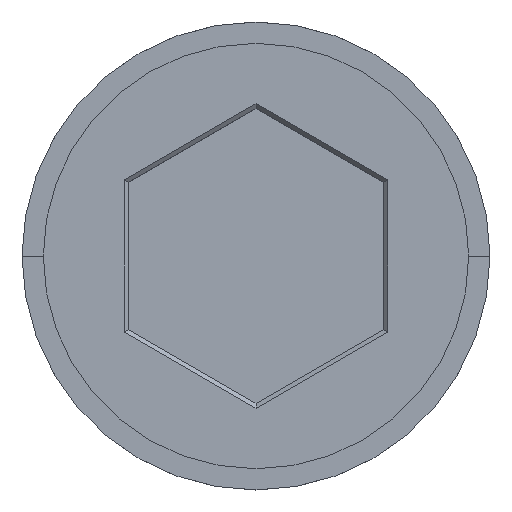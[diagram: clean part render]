
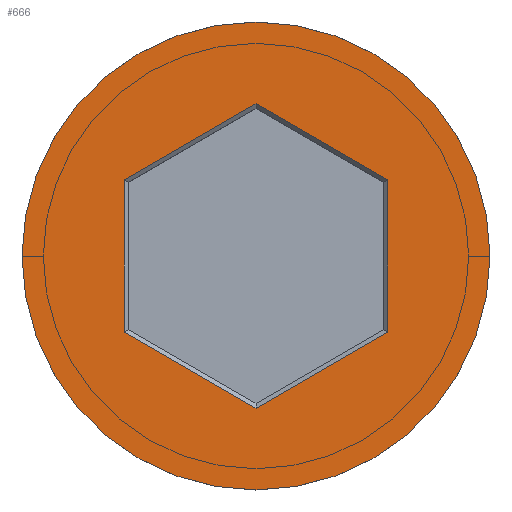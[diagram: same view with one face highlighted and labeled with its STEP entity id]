
A CAD part, top view. The second image highlights one B-rep face of the part: STEP entity #666.
In plain terms, the highlighted planar face has unit normal (0, 0, 1).
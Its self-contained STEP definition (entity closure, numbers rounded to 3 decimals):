
#3 = DIRECTION ( 'NONE',  ( 1., 0., 0. ) ) ;
#9 = DIRECTION ( 'NONE',  ( 0., -1., 0. ) ) ;
#37 = DIRECTION ( 'NONE',  ( -0.866, 0.5, 0. ) ) ;
#45 = LINE ( 'NONE', #885, #396 ) ;
#66 = ORIENTED_EDGE ( 'NONE', *, *, #1577, .T. ) ;
#71 = EDGE_LOOP ( 'NONE', ( #1050, #706 ) ) ;
#112 = VERTEX_POINT ( 'NONE', #1594 ) ;
#143 = FACE_OUTER_BOUND ( 'NONE', #71, .T. ) ;
#195 = CARTESIAN_POINT ( 'NONE',  ( -3.05, -1.819, 0. ) ) ;
#211 = VECTOR ( 'NONE', #37, 1000. ) ;
#227 = EDGE_CURVE ( 'NONE', #928, #304, #875, .T. ) ;
#257 = AXIS2_PLACEMENT_3D ( 'NONE', #630, #882, #695 ) ;
#270 = EDGE_CURVE ( 'NONE', #304, #928, #1593, .T. ) ;
#299 = EDGE_LOOP ( 'NONE', ( #707, #511, #1118, #908, #66, #1479 ) ) ;
#304 = VERTEX_POINT ( 'NONE', #696 ) ;
#310 = EDGE_CURVE ( 'NONE', #112, #686, #1192, .T. ) ;
#334 = VECTOR ( 'NONE', #653, 1000. ) ;
#341 = LINE ( 'NONE', #1582, #1509 ) ;
#356 = DIRECTION ( 'NONE',  ( 0.866, -0.5, 0. ) ) ;
#396 = VECTOR ( 'NONE', #9, 1000. ) ;
#398 = VERTEX_POINT ( 'NONE', #1061 ) ;
#452 = LINE ( 'NONE', #781, #334 ) ;
#500 = AXIS2_PLACEMENT_3D ( 'NONE', #812, #1397, #675 ) ;
#511 = ORIENTED_EDGE ( 'NONE', *, *, #636, .T. ) ;
#513 = EDGE_CURVE ( 'NONE', #971, #398, #45, .T. ) ;
#630 = CARTESIAN_POINT ( 'NONE',  ( 0., 0., 0. ) ) ;
#636 = EDGE_CURVE ( 'NONE', #1033, #650, #452, .T. ) ;
#647 = CARTESIAN_POINT ( 'NONE',  ( -5.5, 0., 0. ) ) ;
#650 = VERTEX_POINT ( 'NONE', #801 ) ;
#653 = DIRECTION ( 'NONE',  ( 0.866, 0.5, 0. ) ) ;
#666 = ADVANCED_FACE ( 'NONE', ( #1474, #143 ), #1240, .T. ) ;
#668 = CARTESIAN_POINT ( 'NONE',  ( -3.1, 1.732, 0. ) ) ;
#675 = DIRECTION ( 'NONE',  ( 1., 0., 0. ) ) ;
#686 = VERTEX_POINT ( 'NONE', #703 ) ;
#695 = DIRECTION ( 'NONE',  ( 1., 0., 0. ) ) ;
#696 = CARTESIAN_POINT ( 'NONE',  ( 5.5, 0., 0. ) ) ;
#703 = CARTESIAN_POINT ( 'NONE',  ( -3.1, -1.79, 0. ) ) ;
#706 = ORIENTED_EDGE ( 'NONE', *, *, #227, .T. ) ;
#707 = ORIENTED_EDGE ( 'NONE', *, *, #1515, .T. ) ;
#748 = CARTESIAN_POINT ( 'NONE',  ( 3.1, 1.79, 0. ) ) ;
#751 = CARTESIAN_POINT ( 'NONE',  ( 0., 0., 0. ) ) ;
#781 = CARTESIAN_POINT ( 'NONE',  ( -0.05, 3.551, 0. ) ) ;
#801 = CARTESIAN_POINT ( 'NONE',  ( 0., 3.58, 0. ) ) ;
#812 = CARTESIAN_POINT ( 'NONE',  ( 0., 0., 0. ) ) ;
#816 = EDGE_CURVE ( 'NONE', #650, #971, #341, .T. ) ;
#843 = LINE ( 'NONE', #1324, #1571 ) ;
#875 = CIRCLE ( 'NONE', #500, 5.5 ) ;
#877 = AXIS2_PLACEMENT_3D ( 'NONE', #751, #1123, #3 ) ;
#882 = DIRECTION ( 'NONE',  ( 0., 0., 1. ) ) ;
#885 = CARTESIAN_POINT ( 'NONE',  ( 3.1, -1.732, 0. ) ) ;
#908 = ORIENTED_EDGE ( 'NONE', *, *, #513, .T. ) ;
#928 = VERTEX_POINT ( 'NONE', #647 ) ;
#939 = DIRECTION ( 'NONE',  ( -0.866, -0.5, 0. ) ) ;
#971 = VERTEX_POINT ( 'NONE', #748 ) ;
#1033 = VERTEX_POINT ( 'NONE', #1420 ) ;
#1050 = ORIENTED_EDGE ( 'NONE', *, *, #270, .T. ) ;
#1061 = CARTESIAN_POINT ( 'NONE',  ( 3.1, -1.79, 0. ) ) ;
#1118 = ORIENTED_EDGE ( 'NONE', *, *, #816, .T. ) ;
#1123 = DIRECTION ( 'NONE',  ( 0., 0., 1. ) ) ;
#1168 = DIRECTION ( 'NONE',  ( 0., 1., 0. ) ) ;
#1192 = LINE ( 'NONE', #195, #211 ) ;
#1240 = PLANE ( 'NONE',  #257 ) ;
#1324 = CARTESIAN_POINT ( 'NONE',  ( 0.05, -3.551, 0. ) ) ;
#1392 = LINE ( 'NONE', #668, #1415 ) ;
#1397 = DIRECTION ( 'NONE',  ( 0., 0., 1. ) ) ;
#1415 = VECTOR ( 'NONE', #1168, 1000. ) ;
#1420 = CARTESIAN_POINT ( 'NONE',  ( -3.1, 1.79, 0. ) ) ;
#1474 = FACE_BOUND ( 'NONE', #299, .T. ) ;
#1479 = ORIENTED_EDGE ( 'NONE', *, *, #310, .T. ) ;
#1509 = VECTOR ( 'NONE', #356, 1000. ) ;
#1515 = EDGE_CURVE ( 'NONE', #686, #1033, #1392, .T. ) ;
#1571 = VECTOR ( 'NONE', #939, 1000. ) ;
#1577 = EDGE_CURVE ( 'NONE', #398, #112, #843, .T. ) ;
#1582 = CARTESIAN_POINT ( 'NONE',  ( 3.05, 1.819, 0. ) ) ;
#1593 = CIRCLE ( 'NONE', #877, 5.5 ) ;
#1594 = CARTESIAN_POINT ( 'NONE',  ( 0., -3.58, 0. ) ) ;
